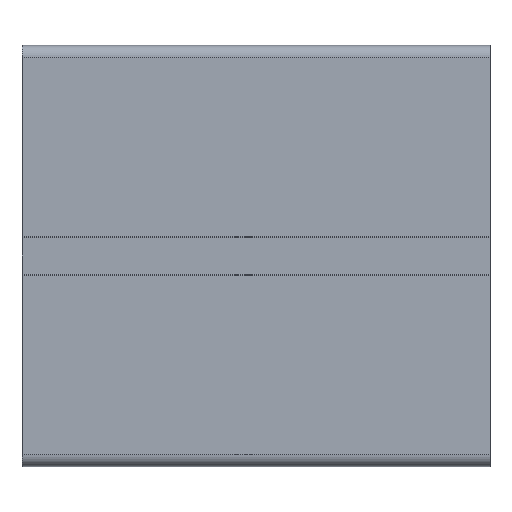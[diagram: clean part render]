
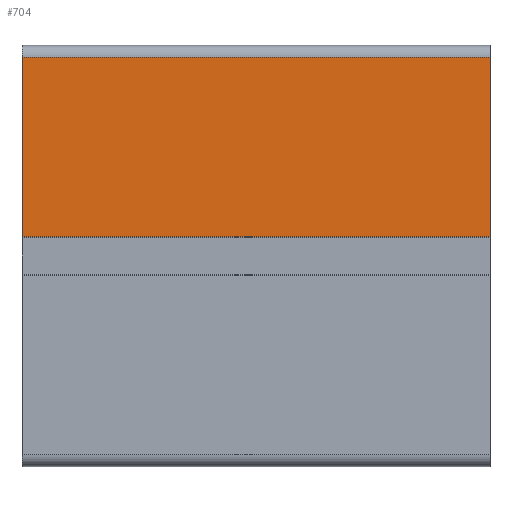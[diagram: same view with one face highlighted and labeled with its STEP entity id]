
A CAD part, front view. The second image highlights one B-rep face of the part: STEP entity #704.
In plain terms, the highlighted planar face has unit normal (0, -1, 0).
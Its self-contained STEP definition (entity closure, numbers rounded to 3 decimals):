
#8 = EDGE_CURVE ( 'NONE', #2361, #1506, #2064, .T. ) ;
#55 = CARTESIAN_POINT ( 'NONE',  ( 41.509, 57.547, 49.15 ) ) ;
#65 = DIRECTION ( 'NONE',  ( 0., 0., 1. ) ) ;
#83 = EDGE_CURVE ( 'NONE', #1436, #890, #1226, .T. ) ;
#99 = VECTOR ( 'NONE', #543, 1000. ) ;
#152 = CARTESIAN_POINT ( 'NONE',  ( 41.509, 57.547, 87.5 ) ) ;
#168 = CARTESIAN_POINT ( 'NONE',  ( 41.509, 57.547, 87.5 ) ) ;
#173 = ORIENTED_EDGE ( 'NONE', *, *, #1568, .F. ) ;
#367 = CARTESIAN_POINT ( 'NONE',  ( 41.509, 57.547, 49.15 ) ) ;
#428 = VECTOR ( 'NONE', #2512, 1000. ) ;
#514 = VECTOR ( 'NONE', #1750, 1000. ) ;
#543 = DIRECTION ( 'NONE',  ( 0., 0., -1. ) ) ;
#549 = CARTESIAN_POINT ( 'NONE',  ( 41.509, 57.547, 49.15 ) ) ;
#704 = ADVANCED_FACE ( 'NONE', ( #2185 ), #2039, .F. ) ;
#736 = EDGE_LOOP ( 'NONE', ( #1894, #2431, #173, #1757 ) ) ;
#756 = CARTESIAN_POINT ( 'NONE',  ( -58.491, 57.547, 49.15 ) ) ;
#804 = LINE ( 'NONE', #549, #428 ) ;
#890 = VERTEX_POINT ( 'NONE', #2280 ) ;
#1226 = LINE ( 'NONE', #367, #514 ) ;
#1395 = EDGE_CURVE ( 'NONE', #1506, #890, #1546, .T. ) ;
#1436 = VERTEX_POINT ( 'NONE', #2502 ) ;
#1506 = VERTEX_POINT ( 'NONE', #1521 ) ;
#1521 = CARTESIAN_POINT ( 'NONE',  ( -58.491, 57.547, 87.5 ) ) ;
#1546 = LINE ( 'NONE', #756, #99 ) ;
#1568 = EDGE_CURVE ( 'NONE', #2361, #1436, #804, .T. ) ;
#1658 = VECTOR ( 'NONE', #2295, 1000. ) ;
#1750 = DIRECTION ( 'NONE',  ( -1., 0., 0. ) ) ;
#1757 = ORIENTED_EDGE ( 'NONE', *, *, #8, .T. ) ;
#1857 = DIRECTION ( 'NONE',  ( 0., 1., 0. ) ) ;
#1894 = ORIENTED_EDGE ( 'NONE', *, *, #1395, .T. ) ;
#2039 = PLANE ( 'NONE',  #2244 ) ;
#2064 = LINE ( 'NONE', #152, #1658 ) ;
#2185 = FACE_OUTER_BOUND ( 'NONE', #736, .T. ) ;
#2244 = AXIS2_PLACEMENT_3D ( 'NONE', #55, #1857, #65 ) ;
#2280 = CARTESIAN_POINT ( 'NONE',  ( -58.491, 57.547, 49.15 ) ) ;
#2295 = DIRECTION ( 'NONE',  ( -1., 0., 0. ) ) ;
#2361 = VERTEX_POINT ( 'NONE', #168 ) ;
#2431 = ORIENTED_EDGE ( 'NONE', *, *, #83, .F. ) ;
#2502 = CARTESIAN_POINT ( 'NONE',  ( 41.509, 57.547, 49.15 ) ) ;
#2512 = DIRECTION ( 'NONE',  ( 0., 0., -1. ) ) ;
